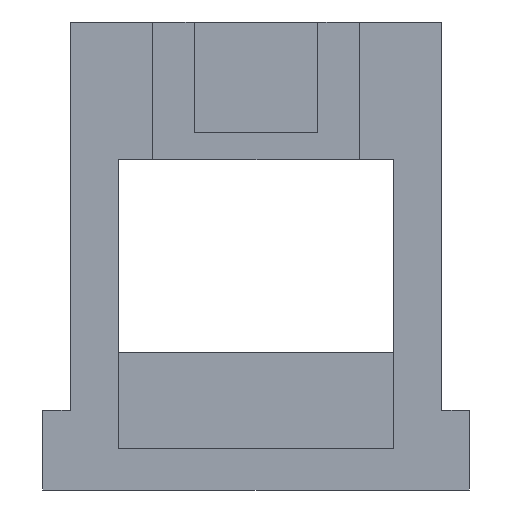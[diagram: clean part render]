
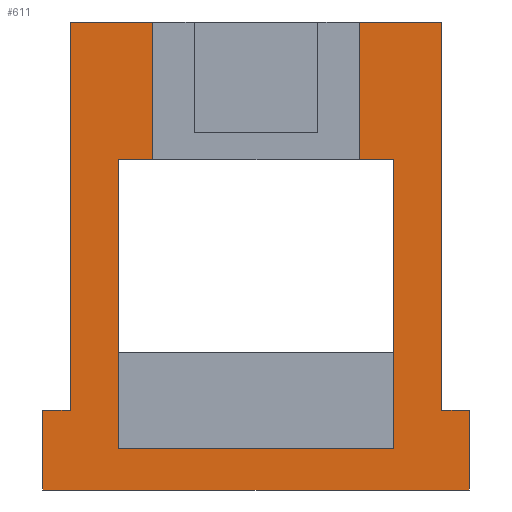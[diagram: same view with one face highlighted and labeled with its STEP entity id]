
A CAD part, left-side view. The second image highlights one B-rep face of the part: STEP entity #611.
In plain terms, the highlighted planar face has unit normal (-1, 0, 0).
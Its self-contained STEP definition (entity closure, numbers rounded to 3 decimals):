
#4 = VECTOR ( 'NONE', #408, 1000. ) ;
#6 = LINE ( 'NONE', #815, #1012 ) ;
#9 = VECTOR ( 'NONE', #598, 1000. ) ;
#10 = DIRECTION ( 'NONE',  ( 0., 0., -1. ) ) ;
#23 = VERTEX_POINT ( 'NONE', #430 ) ;
#26 = CARTESIAN_POINT ( 'NONE',  ( -5., 7.75, 0. ) ) ;
#29 = VECTOR ( 'NONE', #764, 1000. ) ;
#39 = VERTEX_POINT ( 'NONE', #1035 ) ;
#84 = DIRECTION ( 'NONE',  ( 0., 0., -1. ) ) ;
#87 = EDGE_CURVE ( 'NONE', #281, #731, #468, .T. ) ;
#90 = DIRECTION ( 'NONE',  ( 0., -1., 0. ) ) ;
#104 = CARTESIAN_POINT ( 'NONE',  ( -5., -3.75, 17. ) ) ;
#106 = CARTESIAN_POINT ( 'NONE',  ( -5., 3.75, 17. ) ) ;
#127 = DIRECTION ( 'NONE',  ( 0., 0., -1. ) ) ;
#133 = AXIS2_PLACEMENT_3D ( 'NONE', #683, #1276, #259 ) ;
#138 = DIRECTION ( 'NONE',  ( 0., -1., 0. ) ) ;
#150 = CARTESIAN_POINT ( 'NONE',  ( -5., -7.75, 2.9 ) ) ;
#158 = DIRECTION ( 'NONE',  ( 0., 0., -1. ) ) ;
#163 = ORIENTED_EDGE ( 'NONE', *, *, #1201, .F. ) ;
#164 = CARTESIAN_POINT ( 'NONE',  ( -5., 6.75, 17. ) ) ;
#167 = EDGE_CURVE ( 'NONE', #830, #1154, #770, .T. ) ;
#191 = LINE ( 'NONE', #286, #645 ) ;
#193 = DIRECTION ( 'NONE',  ( 0., -1., 0. ) ) ;
#214 = VECTOR ( 'NONE', #296, 1000. ) ;
#226 = CARTESIAN_POINT ( 'NONE',  ( -5., -3.75, 17. ) ) ;
#229 = DIRECTION ( 'NONE',  ( 0., 0., -1. ) ) ;
#236 = EDGE_CURVE ( 'NONE', #23, #39, #1131, .T. ) ;
#237 = ORIENTED_EDGE ( 'NONE', *, *, #1300, .F. ) ;
#239 = VERTEX_POINT ( 'NONE', #272 ) ;
#249 = VERTEX_POINT ( 'NONE', #1084 ) ;
#259 = DIRECTION ( 'NONE',  ( 0., 0., -1. ) ) ;
#271 = VERTEX_POINT ( 'NONE', #661 ) ;
#272 = CARTESIAN_POINT ( 'NONE',  ( -5., -6.75, 2.9 ) ) ;
#279 = DIRECTION ( 'NONE',  ( 0., -1., 0. ) ) ;
#281 = VERTEX_POINT ( 'NONE', #150 ) ;
#286 = CARTESIAN_POINT ( 'NONE',  ( -5., 8.75, 2.9 ) ) ;
#288 = VECTOR ( 'NONE', #1189, 1000. ) ;
#296 = DIRECTION ( 'NONE',  ( 0., 0., 1. ) ) ;
#300 = CARTESIAN_POINT ( 'NONE',  ( -5., 5., 12. ) ) ;
#309 = LINE ( 'NONE', #106, #502 ) ;
#311 = LINE ( 'NONE', #722, #755 ) ;
#346 = ORIENTED_EDGE ( 'NONE', *, *, #713, .T. ) ;
#388 = CARTESIAN_POINT ( 'NONE',  ( -5., -7.75, 5. ) ) ;
#391 = LINE ( 'NONE', #903, #9 ) ;
#408 = DIRECTION ( 'NONE',  ( 0., -1., 0. ) ) ;
#410 = CARTESIAN_POINT ( 'NONE',  ( -5., -7.75, 0. ) ) ;
#416 = EDGE_CURVE ( 'NONE', #239, #281, #391, .T. ) ;
#421 = CARTESIAN_POINT ( 'NONE',  ( -5., 7.75, 5. ) ) ;
#430 = CARTESIAN_POINT ( 'NONE',  ( -5., -5., 12. ) ) ;
#437 = CARTESIAN_POINT ( 'NONE',  ( -5., 6.75, 17. ) ) ;
#457 = VECTOR ( 'NONE', #158, 1000. ) ;
#460 = ORIENTED_EDGE ( 'NONE', *, *, #813, .F. ) ;
#463 = CARTESIAN_POINT ( 'NONE',  ( -5., 0., 17. ) ) ;
#468 = LINE ( 'NONE', #388, #288 ) ;
#471 = EDGE_CURVE ( 'NONE', #952, #1028, #529, .T. ) ;
#502 = VECTOR ( 'NONE', #10, 1000. ) ;
#518 = DIRECTION ( 'NONE',  ( 0., 1., 0. ) ) ;
#529 = LINE ( 'NONE', #421, #834 ) ;
#540 = ORIENTED_EDGE ( 'NONE', *, *, #549, .T. ) ;
#549 = EDGE_CURVE ( 'NONE', #1028, #731, #752, .T. ) ;
#593 = ORIENTED_EDGE ( 'NONE', *, *, #471, .T. ) ;
#598 = DIRECTION ( 'NONE',  ( 0., -1., 0. ) ) ;
#600 = DIRECTION ( 'NONE',  ( 0., 0., -1. ) ) ;
#602 = LINE ( 'NONE', #1015, #4 ) ;
#611 = ADVANCED_FACE ( 'NONE', ( #1299 ), #1097, .F. ) ;
#627 = CARTESIAN_POINT ( 'NONE',  ( -5., 7.75, 2.9 ) ) ;
#628 = VERTEX_POINT ( 'NONE', #1103 ) ;
#645 = VECTOR ( 'NONE', #90, 1000. ) ;
#656 = VERTEX_POINT ( 'NONE', #164 ) ;
#659 = LINE ( 'NONE', #463, #1110 ) ;
#661 = CARTESIAN_POINT ( 'NONE',  ( -5., 6.75, 2.9 ) ) ;
#683 = CARTESIAN_POINT ( 'NONE',  ( -5., -7.75, 5. ) ) ;
#713 = EDGE_CURVE ( 'NONE', #882, #39, #1221, .T. ) ;
#721 = LINE ( 'NONE', #724, #214 ) ;
#722 = CARTESIAN_POINT ( 'NONE',  ( -5., -7.75, 12. ) ) ;
#723 = ORIENTED_EDGE ( 'NONE', *, *, #843, .T. ) ;
#724 = CARTESIAN_POINT ( 'NONE',  ( -5., -5., 5. ) ) ;
#725 = EDGE_CURVE ( 'NONE', #1033, #628, #309, .T. ) ;
#728 = CARTESIAN_POINT ( 'NONE',  ( -5., 3.75, 17. ) ) ;
#729 = EDGE_CURVE ( 'NONE', #249, #23, #721, .T. ) ;
#731 = VERTEX_POINT ( 'NONE', #410 ) ;
#733 = LINE ( 'NONE', #437, #1098 ) ;
#744 = CARTESIAN_POINT ( 'NONE',  ( -5., -7.75, 0. ) ) ;
#752 = LINE ( 'NONE', #744, #1126 ) ;
#753 = ORIENTED_EDGE ( 'NONE', *, *, #87, .F. ) ;
#755 = VECTOR ( 'NONE', #518, 1000. ) ;
#764 = DIRECTION ( 'NONE',  ( 0., 1., 0. ) ) ;
#770 = LINE ( 'NONE', #1281, #457 ) ;
#813 = EDGE_CURVE ( 'NONE', #1154, #249, #6, .T. ) ;
#815 = CARTESIAN_POINT ( 'NONE',  ( -5., -7.75, 1.5 ) ) ;
#830 = VERTEX_POINT ( 'NONE', #300 ) ;
#834 = VECTOR ( 'NONE', #229, 1000. ) ;
#843 = EDGE_CURVE ( 'NONE', #656, #271, #733, .T. ) ;
#849 = ORIENTED_EDGE ( 'NONE', *, *, #729, .F. ) ;
#874 = ORIENTED_EDGE ( 'NONE', *, *, #236, .F. ) ;
#882 = VERTEX_POINT ( 'NONE', #226 ) ;
#903 = CARTESIAN_POINT ( 'NONE',  ( -5., -8.75, 2.9 ) ) ;
#922 = VECTOR ( 'NONE', #600, 1000. ) ;
#952 = VERTEX_POINT ( 'NONE', #627 ) ;
#999 = ORIENTED_EDGE ( 'NONE', *, *, #1027, .F. ) ;
#1012 = VECTOR ( 'NONE', #193, 1000. ) ;
#1015 = CARTESIAN_POINT ( 'NONE',  ( -5., 0., 17. ) ) ;
#1019 = VECTOR ( 'NONE', #84, 1000. ) ;
#1027 = EDGE_CURVE ( 'NONE', #628, #830, #311, .T. ) ;
#1028 = VERTEX_POINT ( 'NONE', #26 ) ;
#1033 = VERTEX_POINT ( 'NONE', #728 ) ;
#1035 = CARTESIAN_POINT ( 'NONE',  ( -5., -3.75, 12. ) ) ;
#1052 = EDGE_LOOP ( 'NONE', ( #723, #1166, #593, #540, #753, #1087, #1160, #163, #346, #874, #849, #460, #1121, #999, #1096, #237 ) ) ;
#1084 = CARTESIAN_POINT ( 'NONE',  ( -5., -5., 1.5 ) ) ;
#1087 = ORIENTED_EDGE ( 'NONE', *, *, #416, .F. ) ;
#1096 = ORIENTED_EDGE ( 'NONE', *, *, #725, .F. ) ;
#1097 = PLANE ( 'NONE',  #133 ) ;
#1098 = VECTOR ( 'NONE', #127, 1000. ) ;
#1100 = LINE ( 'NONE', #1104, #1019 ) ;
#1103 = CARTESIAN_POINT ( 'NONE',  ( -5., 3.75, 12. ) ) ;
#1104 = CARTESIAN_POINT ( 'NONE',  ( -5., -6.75, 17. ) ) ;
#1110 = VECTOR ( 'NONE', #279, 1000. ) ;
#1121 = ORIENTED_EDGE ( 'NONE', *, *, #167, .F. ) ;
#1126 = VECTOR ( 'NONE', #138, 1000. ) ;
#1128 = VERTEX_POINT ( 'NONE', #1170 ) ;
#1131 = LINE ( 'NONE', #1183, #29 ) ;
#1154 = VERTEX_POINT ( 'NONE', #1257 ) ;
#1160 = ORIENTED_EDGE ( 'NONE', *, *, #1266, .F. ) ;
#1166 = ORIENTED_EDGE ( 'NONE', *, *, #1283, .F. ) ;
#1170 = CARTESIAN_POINT ( 'NONE',  ( -5., -6.75, 17. ) ) ;
#1183 = CARTESIAN_POINT ( 'NONE',  ( -5., -7.75, 12. ) ) ;
#1189 = DIRECTION ( 'NONE',  ( 0., 0., -1. ) ) ;
#1201 = EDGE_CURVE ( 'NONE', #882, #1128, #659, .T. ) ;
#1221 = LINE ( 'NONE', #104, #922 ) ;
#1257 = CARTESIAN_POINT ( 'NONE',  ( -5., 5., 1.5 ) ) ;
#1266 = EDGE_CURVE ( 'NONE', #1128, #239, #1100, .T. ) ;
#1276 = DIRECTION ( 'NONE',  ( 1., 0., 0. ) ) ;
#1281 = CARTESIAN_POINT ( 'NONE',  ( -5., 5., 5. ) ) ;
#1283 = EDGE_CURVE ( 'NONE', #952, #271, #191, .T. ) ;
#1299 = FACE_OUTER_BOUND ( 'NONE', #1052, .T. ) ;
#1300 = EDGE_CURVE ( 'NONE', #656, #1033, #602, .T. ) ;
